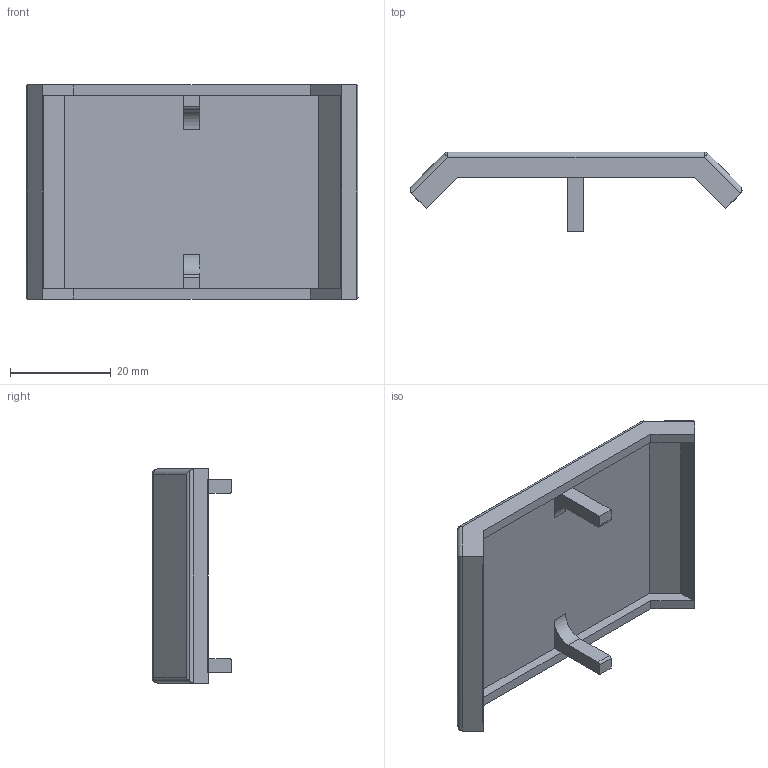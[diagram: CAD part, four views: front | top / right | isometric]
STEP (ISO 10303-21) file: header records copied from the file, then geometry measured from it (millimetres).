
FILE_DESCRIPTION (( 'STEP AP214' ), '1' );
FILE_NAME ('SNSD.30.50.48. Çàãëóøêà äëÿ óãëîâîãî àëþìèíèåâîãî ñîåäèíèòåëÿ 45õ45(D03).STEP', '2018-07-24T08:41:56', ( '' ), ( '' ), 'SwSTEP 2.0', 'SolidWorks 2018', '' );
FILE_SCHEMA (( 'AUTOMOTIVE_DESIGN' ));
Length unit declared in the file: millimetre
Products named in the file (1): SNSD.30.50.48. Çàãëóøêà äëÿ óãëîâîãî àëþìèíèåâîãî ñîåäèíèòåëÿ 45õ45(D03)
Bounding box: 65.92 x 15.8 x 42.5 mm (x, y, z)
Volume: 9741.1 mm3; surface area: 7669.6 mm2
Topology: 1 solids, 1 shells, 50 faces, 128 edges, 76 vertices
Faces by surface type: plane 31, cylinder 15, sphere 4
Entity records: 1482 total; most frequent: CARTESIAN_POINT 269, ORIENTED_EDGE 248, DIRECTION 240, EDGE_CURVE 124, LINE 98, VECTOR 98, VERTEX_POINT 76, AXIS2_PLACEMENT_3D 71
